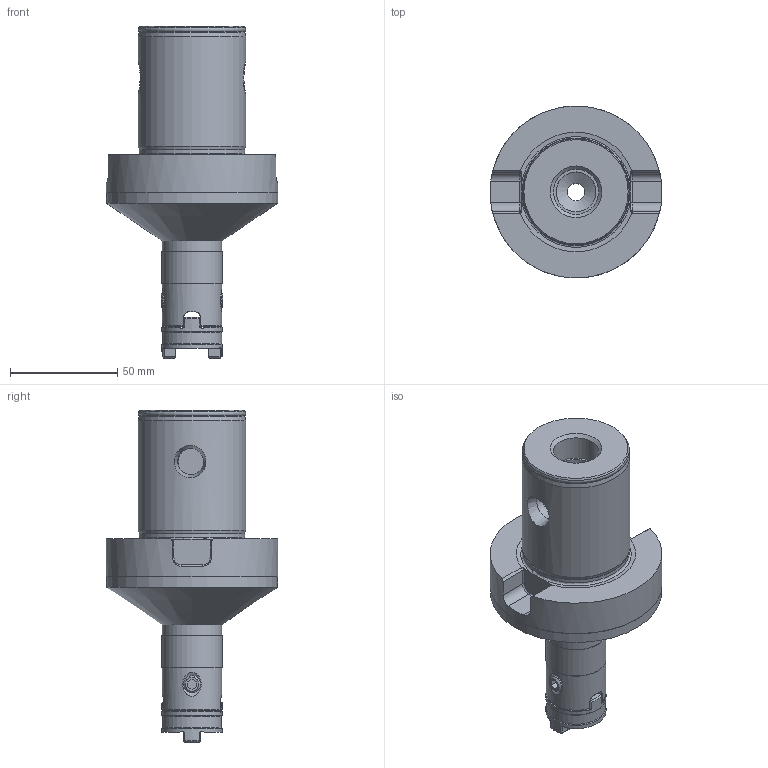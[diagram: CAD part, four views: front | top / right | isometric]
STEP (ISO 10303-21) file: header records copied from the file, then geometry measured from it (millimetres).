
FILE_DESCRIPTION(/* description */ (''),/* implementation_level */ '2;1');
FILE_NAME(/* name */ '5.34280R028080_GTM.stp',/* time_stamp */ '2016-06-15T13:55:09+01:00',/* author */ (''),/* organization */ (''),/* preprocessor_version */ 'ST-DEVELOPER v15',/* originating_system */ 'SIEMENS PLM Software NX 9.0',/* authorisation */ '');
FILE_SCHEMA (('AUTOMOTIVE_DESIGN { 1 0 10303 214 3 1 1 1 }'));
Length unit declared in the file: millimetre
Products named in the file (1): 5.34280R028080_GTM
Bounding box: 79.96 x 80 x 154.44 mm (x, y, z)
Volume: 271194.1 mm3; surface area: 39811.3 mm2
Topology: 4 solids, 4 shells, 222 faces, 592 edges, 386 vertices
Faces by surface type: plane 111, cylinder 56, cone 43, torus 12
Full cylindrical faces by diameter (mm): 7 x2, 8 x3, 12.2 x2, 13.005 x1, 13.345 x1, 13.606 x1, 18.526 x1, 21 x1, 27.5 x1, 27.6 x2, 28 x3, 49.192 x1, 49.992 x1, 79.6 x1, 80 x1
Entity records: 7314 total; most frequent: CARTESIAN_POINT 2114, ORIENTED_EDGE 1040, DIRECTION 1032, EDGE_CURVE 520, AXIS2_PLACEMENT_3D 410, VERTEX_POINT 362, EDGE_LOOP 286, ADVANCED_FACE 222
